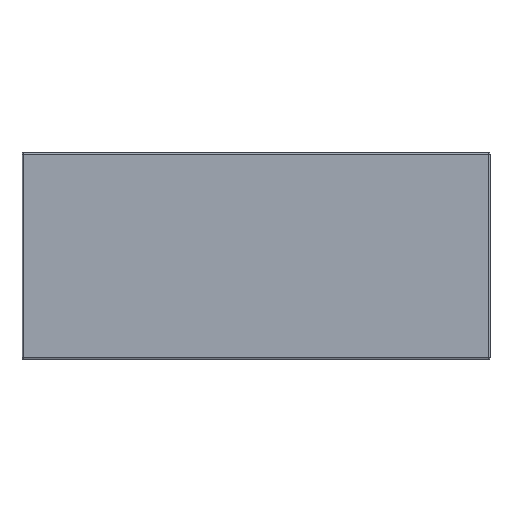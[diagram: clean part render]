
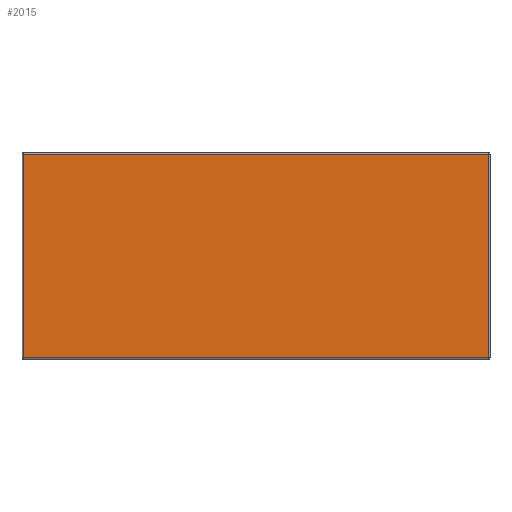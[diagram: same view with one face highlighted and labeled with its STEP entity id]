
A CAD part, front view. The second image highlights one B-rep face of the part: STEP entity #2015.
In plain terms, the highlighted planar face has unit normal (0, -1, 0).
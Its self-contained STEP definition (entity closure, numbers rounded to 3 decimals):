
#81=PLANE('',#2279);
#235=LINE('',#3494,#399);
#239=LINE('',#3510,#403);
#241=LINE('',#3513,#405);
#243=LINE('',#3516,#407);
#399=VECTOR('',#2897,10.);
#403=VECTOR('',#2915,10.);
#405=VECTOR('',#2919,10.);
#407=VECTOR('',#2923,10.);
#587=FACE_OUTER_BOUND('',#717,.T.);
#717=EDGE_LOOP('',(#1865,#1866,#1867,#1868));
#1002=VERTEX_POINT('',#3456);
#1007=VERTEX_POINT('',#3469);
#1012=VERTEX_POINT('',#3482);
#1017=VERTEX_POINT('',#3498);
#1291=EDGE_CURVE('',#1002,#1012,#235,.T.);
#1299=EDGE_CURVE('',#1012,#1017,#239,.T.);
#1301=EDGE_CURVE('',#1017,#1007,#241,.T.);
#1303=EDGE_CURVE('',#1007,#1002,#243,.T.);
#1865=ORIENTED_EDGE('',*,*,#1291,.F.);
#1866=ORIENTED_EDGE('',*,*,#1303,.F.);
#1867=ORIENTED_EDGE('',*,*,#1301,.F.);
#1868=ORIENTED_EDGE('',*,*,#1299,.F.);
#2015=ADVANCED_FACE('',(#587),#81,.T.);
#2279=AXIS2_PLACEMENT_3D('',#3522,#2931,#2932);
#2897=DIRECTION('',(0.,0.,1.));
#2915=DIRECTION('',(1.,0.,0.));
#2919=DIRECTION('',(0.,0.,-1.));
#2923=DIRECTION('',(-1.,0.,0.));
#2931=DIRECTION('center_axis',(0.,-1.,0.));
#2932=DIRECTION('ref_axis',(0.,0.,-1.));
#3456=CARTESIAN_POINT('',(-169.,-9.4,-74.));
#3469=CARTESIAN_POINT('',(169.,-9.4,-74.));
#3482=CARTESIAN_POINT('',(-169.,-9.4,74.));
#3494=CARTESIAN_POINT('',(-169.,-9.4,37.5));
#3498=CARTESIAN_POINT('',(169.,-9.4,74.));
#3510=CARTESIAN_POINT('',(85.,-9.4,74.));
#3513=CARTESIAN_POINT('',(169.,-9.4,-37.5));
#3516=CARTESIAN_POINT('',(-85.,-9.4,-74.));
#3522=CARTESIAN_POINT('Origin',(0.,-9.4,0.));
